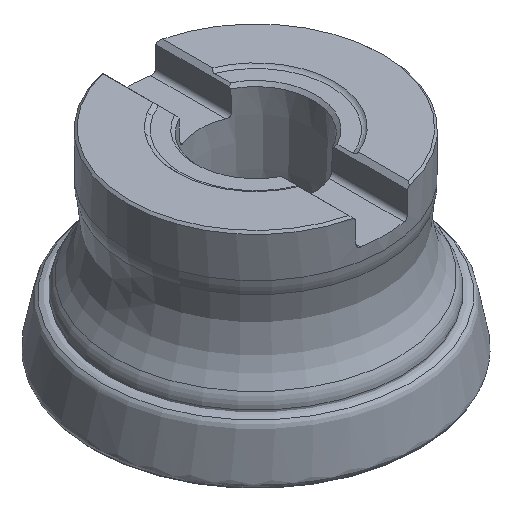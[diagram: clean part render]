
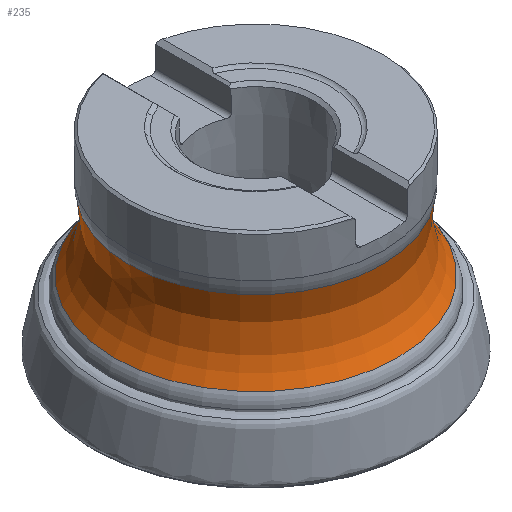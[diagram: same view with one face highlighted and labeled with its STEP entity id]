
A CAD part, isometric view. The second image highlights one B-rep face of the part: STEP entity #235.
In plain terms, the highlighted toroidal (fillet/blend) face has major radius 49.905 mm and minor radius 20 mm.
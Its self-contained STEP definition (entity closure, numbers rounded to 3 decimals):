
#91=TOROIDAL_SURFACE('',#957,49.905,20.);
#235=ADVANCED_FACE('',(#326,#327),#91,.F.);
#326=FACE_BOUND('',#372,.T.);
#327=FACE_BOUND('',#373,.T.);
#372=EDGE_LOOP('',(#476));
#373=EDGE_LOOP('',(#477));
#476=ORIENTED_EDGE('',*,*,#718,.T.);
#477=ORIENTED_EDGE('',*,*,#719,.T.);
#646=VERTEX_POINT('',#1561);
#647=VERTEX_POINT('',#1563);
#718=EDGE_CURVE('',#646,#646,#782,.T.);
#719=EDGE_CURVE('',#647,#647,#783,.T.);
#782=CIRCLE('',#955,30.579);
#783=CIRCLE('',#956,34.261);
#955=AXIS2_PLACEMENT_3D('',#1560,#1110,#1111);
#956=AXIS2_PLACEMENT_3D('',#1562,#1112,#1113);
#957=AXIS2_PLACEMENT_3D('',#1564,#1114,#1115);
#1110=DIRECTION('',(0.,0.,-1.));
#1111=DIRECTION('',(-1.,0.,0.));
#1112=DIRECTION('',(0.,0.,1.));
#1113=DIRECTION('',(1.,0.,0.));
#1114=DIRECTION('',(0.,0.,1.));
#1115=DIRECTION('',(-1.,0.,0.));
#1560=CARTESIAN_POINT('',(0.,0.,-13.379));
#1561=CARTESIAN_POINT('',(-30.579,0.,-13.379));
#1562=CARTESIAN_POINT('',(0.,0.,-30.989));
#1563=CARTESIAN_POINT('',(34.261,0.,-30.989));
#1564=CARTESIAN_POINT('',(0.,0.,-18.528));
